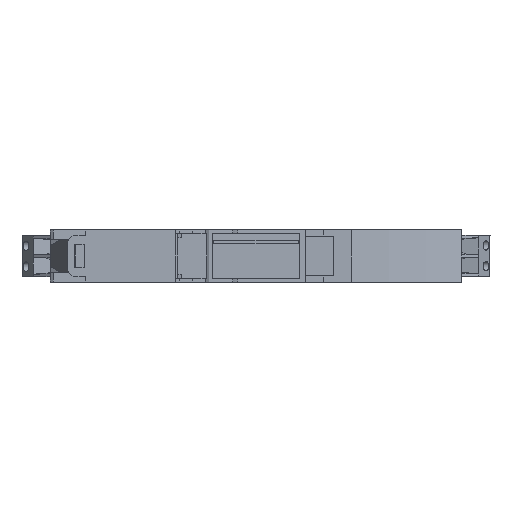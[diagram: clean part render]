
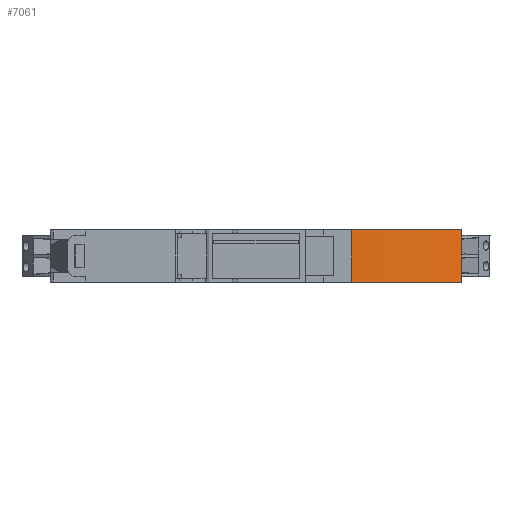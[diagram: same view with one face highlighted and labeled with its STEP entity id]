
A CAD part, front view. The second image highlights one B-rep face of the part: STEP entity #7061.
In plain terms, the highlighted cylindrical face has radius 80 mm (diameter 160 mm), a partial arc.
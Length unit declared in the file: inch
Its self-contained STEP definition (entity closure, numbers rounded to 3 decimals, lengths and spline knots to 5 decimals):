
#732 = CARTESIAN_POINT ( 'NONE',  ( 2.48031, 3.24606, 0.49606 ) ) ;
#868 = CARTESIAN_POINT ( 'NONE',  ( 2.48031, 3.24606, 0. ) ) ;
#2885 = DIRECTION ( 'NONE',  ( 0., 0., 1. ) ) ;
#3950 = EDGE_CURVE ( 'NONE', #17873, #14350, #6485, .T. ) ;
#5257 = EDGE_LOOP ( 'NONE', ( #14007, #15662, #5585, #14745 ) ) ;
#5585 = ORIENTED_EDGE ( 'NONE', *, *, #18607, .F. ) ;
#6197 = VECTOR ( 'NONE', #6201, 39.37008 ) ;
#6201 = DIRECTION ( 'NONE',  ( 0., 0., -1. ) ) ;
#6485 = LINE ( 'NONE', #25813, #6197 ) ;
#7061 = ADVANCED_FACE ( 'NONE', ( #13214 ), #22307, .T. ) ;
#7490 = DIRECTION ( 'NONE',  ( 0., 1., 0. ) ) ;
#8165 = VERTEX_POINT ( 'NONE', #18854 ) ;
#9677 = DIRECTION ( 'NONE',  ( 0., 0., -1. ) ) ;
#11058 = DIRECTION ( 'NONE',  ( 0., 0., -1. ) ) ;
#12271 = EDGE_CURVE ( 'NONE', #22549, #8165, #25117, .T. ) ;
#12492 = AXIS2_PLACEMENT_3D ( 'NONE', #732, #2885, #18452 ) ;
#13214 = FACE_OUTER_BOUND ( 'NONE', #5257, .T. ) ;
#13222 = CIRCLE ( 'NONE', #15973, 3.14961 ) ;
#13972 = EDGE_CURVE ( 'NONE', #14350, #8165, #13222, .T. ) ;
#14007 = ORIENTED_EDGE ( 'NONE', *, *, #13972, .T. ) ;
#14350 = VERTEX_POINT ( 'NONE', #26920 ) ;
#14745 = ORIENTED_EDGE ( 'NONE', *, *, #3950, .T. ) ;
#15368 = CARTESIAN_POINT ( 'NONE',  ( 2.48031, 3.24606, 0.49606 ) ) ;
#15390 = CARTESIAN_POINT ( 'NONE',  ( 3.89764, 0.43337, 0.49606 ) ) ;
#15662 = ORIENTED_EDGE ( 'NONE', *, *, #12271, .F. ) ;
#15973 = AXIS2_PLACEMENT_3D ( 'NONE', #868, #22635, #7490 ) ;
#16453 = VECTOR ( 'NONE', #9677, 39.37008 ) ;
#16586 = CARTESIAN_POINT ( 'NONE',  ( 3.89764, 0.43337, 0.25 ) ) ;
#17545 = DIRECTION ( 'NONE',  ( 0., 1., 0. ) ) ;
#17873 = VERTEX_POINT ( 'NONE', #27879 ) ;
#18452 = DIRECTION ( 'NONE',  ( 0., 1., 0. ) ) ;
#18607 = EDGE_CURVE ( 'NONE', #17873, #22549, #24939, .T. ) ;
#18854 = CARTESIAN_POINT ( 'NONE',  ( 3.89764, 0.43337, 0. ) ) ;
#19553 = AXIS2_PLACEMENT_3D ( 'NONE', #15368, #11058, #17545 ) ;
#22307 = CYLINDRICAL_SURFACE ( 'NONE', #19553, 3.14961 ) ;
#22549 = VERTEX_POINT ( 'NONE', #15390 ) ;
#22635 = DIRECTION ( 'NONE',  ( 0., 0., 1. ) ) ;
#24939 = CIRCLE ( 'NONE', #12492, 3.14961 ) ;
#25117 = LINE ( 'NONE', #16586, #16453 ) ;
#25813 = CARTESIAN_POINT ( 'NONE',  ( 2.849, 0.11811, 0.49606 ) ) ;
#26920 = CARTESIAN_POINT ( 'NONE',  ( 2.849, 0.11811, 0. ) ) ;
#27879 = CARTESIAN_POINT ( 'NONE',  ( 2.849, 0.11811, 0.49606 ) ) ;
